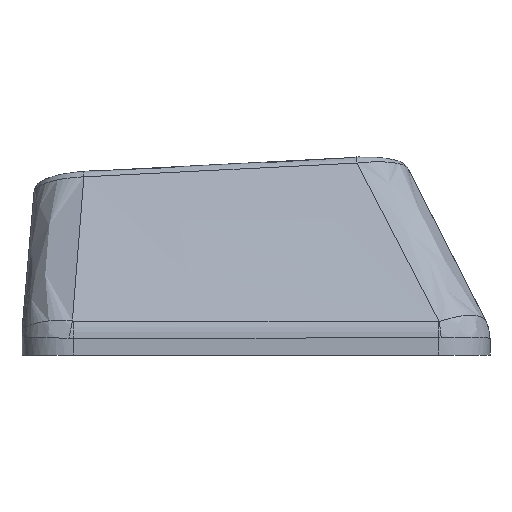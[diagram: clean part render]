
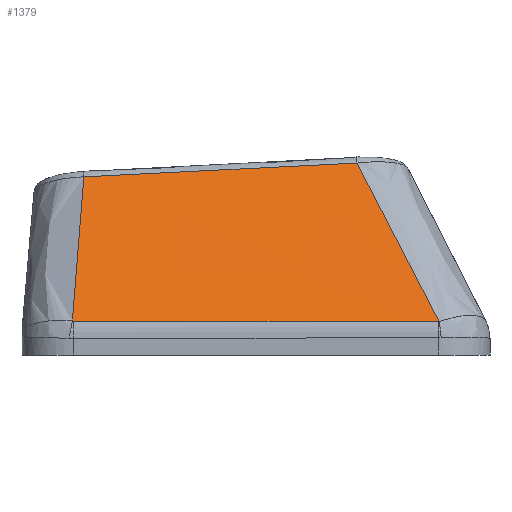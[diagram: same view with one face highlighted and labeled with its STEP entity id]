
A CAD part, left-side view. The second image highlights one B-rep face of the part: STEP entity #1379.
In plain terms, the highlighted free-form (B-spline) face has degree [3, 3] with [4, 4] control points.
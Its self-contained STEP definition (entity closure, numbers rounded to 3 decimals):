
#40=B_SPLINE_SURFACE_WITH_KNOTS('',3,3,((#3212,#3213,#3214,#3215),(#3216,
#3217,#3218,#3219),(#3220,#3221,#3222,#3223),(#3224,#3225,#3226,#3227)),
 .UNSPECIFIED.,.F.,.F.,.F.,(4,4),(4,4),(0.107,0.899),
(0.045,0.956),.UNSPECIFIED.);
#300=FACE_OUTER_BOUND('',#384,.T.);
#384=EDGE_LOOP('',(#1163,#1164,#1165,#1166,#1167,#1168));
#479=B_SPLINE_CURVE_WITH_KNOTS('',3,(#2644,#2645,#2646,#2647),
 .UNSPECIFIED.,.F.,.F.,(4,4),(0.,0.003),
 .UNSPECIFIED.);
#480=B_SPLINE_CURVE_WITH_KNOTS('',3,(#2665,#2666,#2667,#2668),
 .UNSPECIFIED.,.F.,.F.,(4,4),(-1.416,0.),.UNSPECIFIED.);
#483=B_SPLINE_CURVE_WITH_KNOTS('',3,(#2698,#2699,#2700,#2701),
 .UNSPECIFIED.,.F.,.F.,(4,4),(0.,0.004),.UNSPECIFIED.);
#494=B_SPLINE_CURVE_WITH_KNOTS('',3,(#2929,#2930,#2931,#2932),
 .UNSPECIFIED.,.F.,.F.,(4,4),(0.037,0.785),
 .UNSPECIFIED.);
#502=B_SPLINE_CURVE_WITH_KNOTS('',3,(#3152,#3153,#3154,#3155),
 .UNSPECIFIED.,.F.,.F.,(4,4),(0.,1.061),.UNSPECIFIED.);
#505=B_SPLINE_CURVE_WITH_KNOTS('',3,(#3228,#3229,#3230,#3231),
 .UNSPECIFIED.,.F.,.F.,(4,4),(-0.661,-0.033),
 .UNSPECIFIED.);
#617=VERTEX_POINT('',#2606);
#619=VERTEX_POINT('',#2637);
#621=VERTEX_POINT('',#2664);
#623=VERTEX_POINT('',#2691);
#639=VERTEX_POINT('',#2922);
#644=VERTEX_POINT('',#3150);
#786=EDGE_CURVE('',#617,#619,#479,.T.);
#787=EDGE_CURVE('',#619,#621,#480,.T.);
#792=EDGE_CURVE('',#621,#623,#483,.T.);
#818=EDGE_CURVE('',#639,#617,#494,.T.);
#833=EDGE_CURVE('',#644,#639,#502,.T.);
#837=EDGE_CURVE('',#623,#644,#505,.T.);
#1163=ORIENTED_EDGE('',*,*,#786,.F.);
#1164=ORIENTED_EDGE('',*,*,#818,.F.);
#1165=ORIENTED_EDGE('',*,*,#833,.F.);
#1166=ORIENTED_EDGE('',*,*,#837,.F.);
#1167=ORIENTED_EDGE('',*,*,#792,.F.);
#1168=ORIENTED_EDGE('',*,*,#787,.F.);
#1379=ADVANCED_FACE('',(#300),#40,.F.);
#2606=CARTESIAN_POINT('',(-8.943,-7.107,0.299));
#2637=CARTESIAN_POINT('',(-8.944,-7.079,0.298));
#2644=CARTESIAN_POINT('Ctrl Pts',(-8.943,-7.107,0.299));
#2645=CARTESIAN_POINT('Ctrl Pts',(-8.944,-7.098,0.298));
#2646=CARTESIAN_POINT('Ctrl Pts',(-8.944,-7.088,0.298));
#2647=CARTESIAN_POINT('Ctrl Pts',(-8.944,-7.079,0.298));
#2664=CARTESIAN_POINT('',(-8.921,7.082,0.318));
#2665=CARTESIAN_POINT('Ctrl Pts',(-8.944,-7.079,0.298));
#2666=CARTESIAN_POINT('Ctrl Pts',(-8.937,-2.359,0.304));
#2667=CARTESIAN_POINT('Ctrl Pts',(-8.929,2.361,0.311));
#2668=CARTESIAN_POINT('Ctrl Pts',(-8.921,7.082,0.318));
#2691=CARTESIAN_POINT('',(-8.919,7.125,0.322));
#2698=CARTESIAN_POINT('Ctrl Pts',(-8.921,7.082,0.318));
#2699=CARTESIAN_POINT('Ctrl Pts',(-8.921,7.096,0.318));
#2700=CARTESIAN_POINT('Ctrl Pts',(-8.92,7.111,0.319));
#2701=CARTESIAN_POINT('Ctrl Pts',(-8.919,7.125,0.322));
#2922=CARTESIAN_POINT('',(-6.11,-3.922,6.452));
#2929=CARTESIAN_POINT('Ctrl Pts',(-6.11,-3.922,6.452));
#2930=CARTESIAN_POINT('Ctrl Pts',(-7.057,-4.986,4.403));
#2931=CARTESIAN_POINT('Ctrl Pts',(-8.001,-6.047,2.351));
#2932=CARTESIAN_POINT('Ctrl Pts',(-8.943,-7.107,0.299));
#3150=CARTESIAN_POINT('',(-6.116,6.678,5.915));
#3152=CARTESIAN_POINT('Ctrl Pts',(-6.116,6.678,5.915));
#3153=CARTESIAN_POINT('Ctrl Pts',(-6.114,3.145,6.093));
#3154=CARTESIAN_POINT('Ctrl Pts',(-6.112,-0.389,
6.272));
#3155=CARTESIAN_POINT('Ctrl Pts',(-6.11,-3.922,6.452));
#3212=CARTESIAN_POINT('Ctrl Pts',(-6.11,7.033,5.91));
#3213=CARTESIAN_POINT('Ctrl Pts',(-7.054,7.064,4.031));
#3214=CARTESIAN_POINT('Ctrl Pts',(-7.999,7.095,2.151));
#3215=CARTESIAN_POINT('Ctrl Pts',(-8.944,7.126,0.272));
#3216=CARTESIAN_POINT('Ctrl Pts',(-6.11,3.257,6.097));
#3217=CARTESIAN_POINT('Ctrl Pts',(-7.054,2.965,4.158));
#3218=CARTESIAN_POINT('Ctrl Pts',(-7.999,2.673,2.219));
#3219=CARTESIAN_POINT('Ctrl Pts',(-8.944,2.382,0.28));
#3220=CARTESIAN_POINT('Ctrl Pts',(-6.11,-0.519,
6.283));
#3221=CARTESIAN_POINT('Ctrl Pts',(-7.054,-1.133,4.285));
#3222=CARTESIAN_POINT('Ctrl Pts',(-7.999,-1.748,2.287));
#3223=CARTESIAN_POINT('Ctrl Pts',(-8.944,-2.363,0.289));
#3224=CARTESIAN_POINT('Ctrl Pts',(-6.11,-4.295,6.47));
#3225=CARTESIAN_POINT('Ctrl Pts',(-7.054,-5.232,4.413));
#3226=CARTESIAN_POINT('Ctrl Pts',(-7.999,-6.17,2.355));
#3227=CARTESIAN_POINT('Ctrl Pts',(-8.944,-7.107,0.298));
#3228=CARTESIAN_POINT('Ctrl Pts',(-8.919,7.125,0.322));
#3229=CARTESIAN_POINT('Ctrl Pts',(-7.982,6.973,2.185));
#3230=CARTESIAN_POINT('Ctrl Pts',(-7.048,6.824,4.049));
#3231=CARTESIAN_POINT('Ctrl Pts',(-6.116,6.678,5.915));
